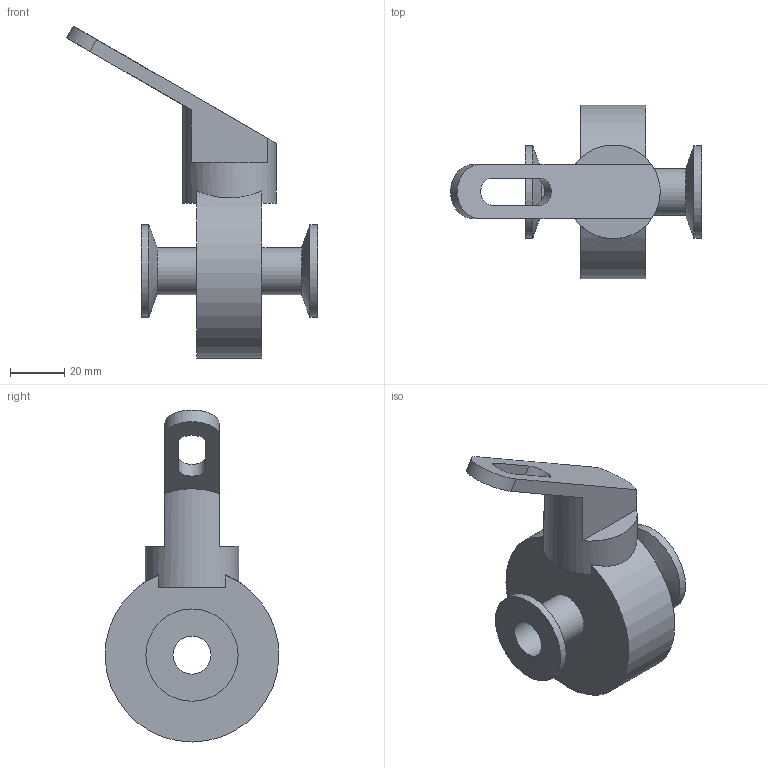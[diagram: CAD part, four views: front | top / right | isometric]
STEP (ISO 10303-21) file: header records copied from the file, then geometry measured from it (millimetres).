
FILE_DESCRIPTION(/* description */ (''),/* implementation_level */ '2;1');
FILE_NAME(/* name */ 'BVH_C_03.stp',/* time_stamp */ '2021-08-19T16:03:19+09:00',/* author */ ('nishioka'),/* organization */ (''),/* preprocessor_version */ 'ST-DEVELOPER v18.1',/* originating_system */ 'Autodesk Inventor 2021',/* authorisation */ '');
FILE_SCHEMA (('AUTOMOTIVE_DESIGN { 1 0 10303 214 3 1 1 }'));
Length unit declared in the file: millimetre
Products named in the file (1): BVH_C_10A
Bounding box: 92.5 x 63.98 x 122.24 mm (x, y, z)
Volume: 106636.5 mm3; surface area: 24188.7 mm2
Topology: 1 solids, 1 shells, 26 faces, 62 edges, 40 vertices
Faces by surface type: plane 14, cylinder 10, cone 2
Full cylindrical faces by diameter (mm): 14 x1, 17.3 x2, 34 x2, 34.5 x1
Entity records: 832 total; most frequent: CARTESIAN_POINT 156, DIRECTION 140, ORIENTED_EDGE 124, EDGE_CURVE 62, AXIS2_PLACEMENT_3D 53, VERTEX_POINT 40, LINE 34, VECTOR 34
